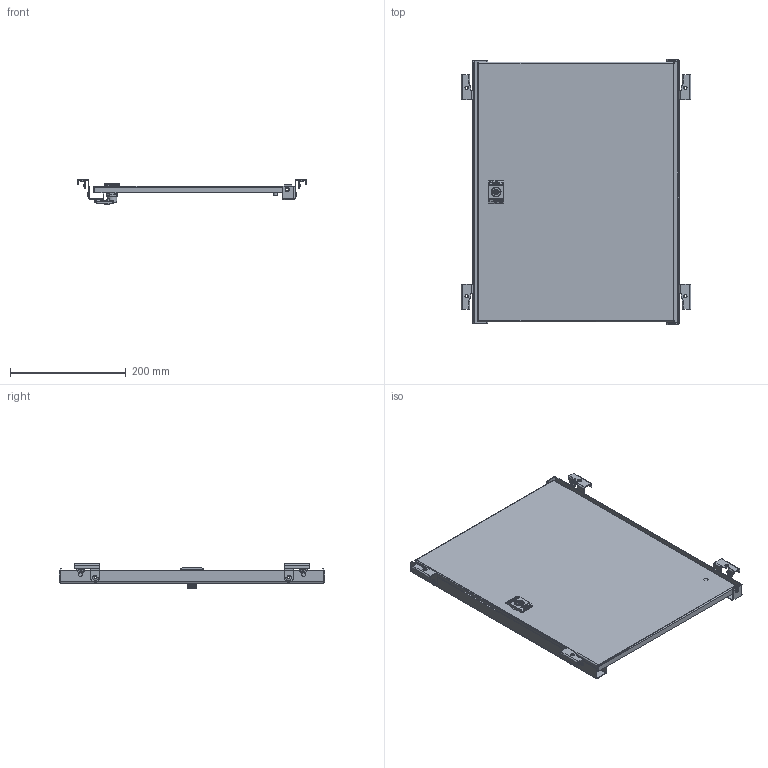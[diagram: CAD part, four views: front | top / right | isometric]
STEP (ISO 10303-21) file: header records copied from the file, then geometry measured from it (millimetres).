
FILE_DESCRIPTION(('STEP AP242'),'1');
FILE_NAME('nsypin54.stp','2021-04-20T08:28:23',('TraceParts'),('TraceParts S.A.'),'Spatial InterOp 3D',' ',' ');
FILE_SCHEMA(('AP242_MANAGED_MODEL_BASED_3D_ENGINEERING_MIM_LF {1 0 10303 442 1 1 4}'));
Length unit declared in the file: millimetre
Products named in the file (1): nsypin54_1
Bounding box: 397.2 x 459 x 42.69 mm (x, y, z)
Volume: 296850.3 mm3; surface area: 459548.1 mm2
Topology: 3 solids, 4 shells, 1775 faces, 4917 edges, 3129 vertices
Faces by surface type: plane 743, cylinder 534, extrusion 146, bspline 140, cone 118, torus 78, sphere 14, revolution 2
Entity records: 68083 total; most frequent: CARTESIAN_POINT 24005, ORIENTED_EDGE 9784, DIRECTION 8364, EDGE_CURVE 4892, VERTEX_POINT 3127, AXIS2_PLACEMENT_3D 2820, VECTOR 2722, LINE 2576
